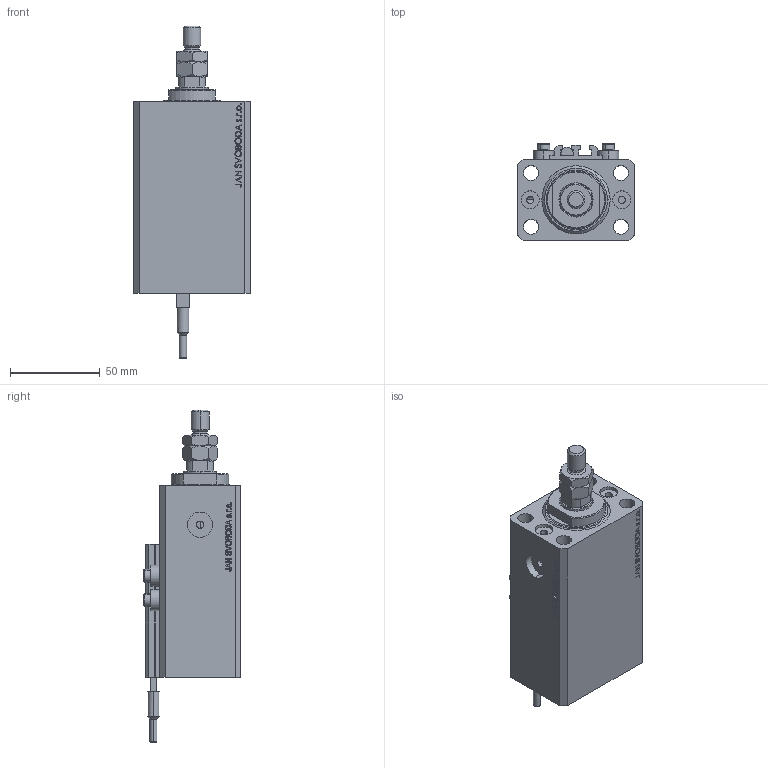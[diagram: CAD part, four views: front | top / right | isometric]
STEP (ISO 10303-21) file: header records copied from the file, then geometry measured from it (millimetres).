
FILE_DESCRIPTION (( 'STEP AP203' ), '1' );
FILE_NAME ('90cb.STEP', '2021-03-16T21:10:10', ( '' ), ( '' ), 'SwSTEP 2.0', 'SolidWorks 2019', '' );
FILE_SCHEMA (( 'CONFIG_CONTROL_DESIGN' ));
Length unit declared in the file: millimetre
Products named in the file (7): ALLEN BOLT V250CE e20dba094d7d92acf9fe0586ee96d03d; SWITCH_V250CE; 90cb; V250CE_C_VCP e20dba094d7d92acf9fe0586ee96d03d; V250CE_C e20dba094d7d92acf9fe0586ee96d03d; V250CE_VC_C e20dba094d7d92acf9fe0586ee96d03d; MTA e20dba094d7d92acf9fe0586ee96d03d
Assembly tree (9 placements, depth 2):
  90cb
    V250CE_C e20dba094d7d92acf9fe0586ee96d03d
    ALLEN BOLT V250CE e20dba094d7d92acf9fe0586ee96d03d  x4
    V250CE_C_VCP e20dba094d7d92acf9fe0586ee96d03d
    V250CE_VC_C e20dba094d7d92acf9fe0586ee96d03d
    MTA e20dba094d7d92acf9fe0586ee96d03d
    SWITCH_V250CE
Bounding box: 65 x 54 x 184.9 mm (x, y, z)
Volume: 295255.2 mm3; surface area: 79206.8 mm2
Topology: 10 solids, 10 shells, 1108 faces, 2755 edges, 1785 vertices
Faces by surface type: plane 534, bspline 374, cylinder 96, cone 86, torus 18
Entity records: 49585 total; most frequent: CARTESIAN_POINT 26517, ORIENTED_EDGE 5200, DIRECTION 3344, EDGE_CURVE 2600, VERTEX_POINT 1701, VECTOR 1536, LINE 1536, EDGE_LOOP 1157
